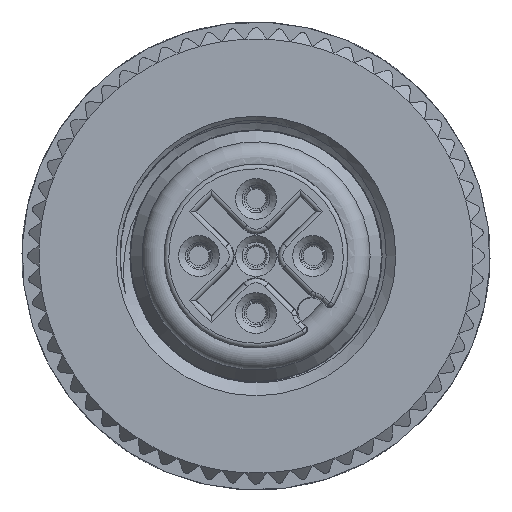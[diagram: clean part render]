
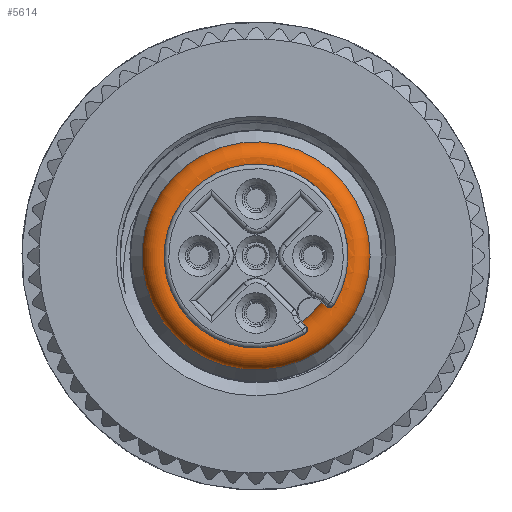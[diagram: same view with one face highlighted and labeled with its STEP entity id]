
A CAD part, front view. The second image highlights one B-rep face of the part: STEP entity #5614.
In plain terms, the highlighted toroidal (fillet/blend) face has major radius 4.25 mm and minor radius 0.75 mm.
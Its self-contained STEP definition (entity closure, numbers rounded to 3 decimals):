
#79=TOROIDAL_SURFACE('',#19165,4.25,0.75);
#709=B_SPLINE_CURVE_WITH_KNOTS('',3,(#31593,#31594,#31595,#31596,#31597,
#31598,#31599,#31600,#31601,#31602,#31603),.UNSPECIFIED.,.F.,.F.,(4,1,1,
1,1,1,1,1,4),(0.,0.125,0.25,0.375,0.5,0.625,0.75,0.875,1.),
 .UNSPECIFIED.);
#710=B_SPLINE_CURVE_WITH_KNOTS('',3,(#31607,#31608,#31609,#31610),
 .UNSPECIFIED.,.F.,.F.,(4,4),(0.,1.),.UNSPECIFIED.);
#711=B_SPLINE_CURVE_WITH_KNOTS('',3,(#31612,#31613,#31614,#31615,#31616,
#31617),.UNSPECIFIED.,.F.,.F.,(4,1,1,4),(0.,0.333,0.667,
1.),.UNSPECIFIED.);
#712=B_SPLINE_CURVE_WITH_KNOTS('',3,(#31621,#31622,#31623,#31624,#31625,
#31626),.UNSPECIFIED.,.F.,.F.,(4,1,1,4),(0.,0.333,0.667,
1.),.UNSPECIFIED.);
#713=B_SPLINE_CURVE_WITH_KNOTS('',3,(#31628,#31629,#31630,#31631),
 .UNSPECIFIED.,.F.,.F.,(4,4),(0.,1.),.UNSPECIFIED.);
#714=B_SPLINE_CURVE_WITH_KNOTS('',3,(#31633,#31634,#31635,#31636,#31637,
#31638,#31639,#31640,#31641,#31642,#31643),.UNSPECIFIED.,.F.,.F.,(4,1,1,
1,1,1,1,1,4),(0.,0.125,0.25,0.375,0.5,0.625,0.75,0.875,1.),
 .UNSPECIFIED.);
#5614=ADVANCED_FACE('',(#6272,#6273),#79,.T.);
#6272=FACE_BOUND('',#7052,.T.);
#6273=FACE_BOUND('',#7053,.T.);
#7052=EDGE_LOOP('',(#10833));
#7053=EDGE_LOOP('',(#10834,#10835,#10836,#10837,#10838,#10839,#10840,#10841));
#10833=ORIENTED_EDGE('',*,*,#16419,.F.);
#10834=ORIENTED_EDGE('',*,*,#16424,.F.);
#10835=ORIENTED_EDGE('',*,*,#16423,.T.);
#10836=ORIENTED_EDGE('',*,*,#16425,.T.);
#10837=ORIENTED_EDGE('',*,*,#16426,.T.);
#10838=ORIENTED_EDGE('',*,*,#16427,.T.);
#10839=ORIENTED_EDGE('',*,*,#16428,.T.);
#10840=ORIENTED_EDGE('',*,*,#16429,.T.);
#10841=ORIENTED_EDGE('',*,*,#16430,.F.);
#14044=VERTEX_POINT('',#31581);
#14045=VERTEX_POINT('',#31587);
#14048=VERTEX_POINT('',#31592);
#14049=VERTEX_POINT('',#31606);
#14050=VERTEX_POINT('',#31611);
#14051=VERTEX_POINT('',#31618);
#14052=VERTEX_POINT('',#31620);
#14053=VERTEX_POINT('',#31627);
#14054=VERTEX_POINT('',#31632);
#16419=EDGE_CURVE('',#14044,#14044,#17884,.T.);
#16423=EDGE_CURVE('',#14045,#14048,#709,.T.);
#16424=EDGE_CURVE('',#14045,#14049,#17886,.T.);
#16425=EDGE_CURVE('',#14048,#14050,#710,.T.);
#16426=EDGE_CURVE('',#14050,#14051,#711,.T.);
#16427=EDGE_CURVE('',#14051,#14052,#17887,.T.);
#16428=EDGE_CURVE('',#14052,#14053,#712,.T.);
#16429=EDGE_CURVE('',#14053,#14054,#713,.T.);
#16430=EDGE_CURVE('',#14049,#14054,#714,.T.);
#17884=CIRCLE('',#19159,4.025);
#17886=CIRCLE('',#19163,4.025);
#17887=CIRCLE('',#19164,3.543);
#19159=AXIS2_PLACEMENT_3D('',#31580,#22545,#22546);
#19163=AXIS2_PLACEMENT_3D('',#31605,#22554,#22555);
#19164=AXIS2_PLACEMENT_3D('',#31619,#22556,#22557);
#19165=AXIS2_PLACEMENT_3D('',#31644,#22558,#22559);
#22545=DIRECTION('',(0.,1.,0.));
#22546=DIRECTION('',(1.,0.,0.));
#22554=DIRECTION('',(0.,-1.,0.));
#22555=DIRECTION('',(0.843,0.,-0.537));
#22556=DIRECTION('',(0.,1.,0.));
#22557=DIRECTION('',(0.818,0.,-0.576));
#22558=DIRECTION('',(0.,1.,0.));
#22559=DIRECTION('',(-1.,0.,0.));
#31580=CARTESIAN_POINT('',(0.,-1.135,0.));
#31581=CARTESIAN_POINT('',(4.025,-1.135,0.));
#31587=CARTESIAN_POINT('',(3.395,-2.565,-2.162));
#31592=CARTESIAN_POINT('',(3.095,-2.451,-2.207));
#31593=CARTESIAN_POINT('',(3.395,-2.565,-2.162));
#31594=CARTESIAN_POINT('',(3.387,-2.565,-2.174));
#31595=CARTESIAN_POINT('',(3.369,-2.565,-2.196));
#31596=CARTESIAN_POINT('',(3.337,-2.56,-2.223));
#31597=CARTESIAN_POINT('',(3.299,-2.553,-2.243));
#31598=CARTESIAN_POINT('',(3.258,-2.543,-2.254));
#31599=CARTESIAN_POINT('',(3.215,-2.528,-2.256));
#31600=CARTESIAN_POINT('',(3.173,-2.508,-2.249));
#31601=CARTESIAN_POINT('',(3.132,-2.483,-2.234));
#31602=CARTESIAN_POINT('',(3.107,-2.462,-2.217));
#31603=CARTESIAN_POINT('',(3.095,-2.451,-2.207));
#31605=CARTESIAN_POINT('',(0.,-2.565,0.));
#31606=CARTESIAN_POINT('',(2.162,-2.565,-3.395));
#31607=CARTESIAN_POINT('',(3.095,-2.451,-2.207));
#31608=CARTESIAN_POINT('',(2.932,-2.29,-2.066));
#31609=CARTESIAN_POINT('',(2.865,-2.047,-2.01));
#31610=CARTESIAN_POINT('',(2.864,-1.85,-2.011));
#31611=CARTESIAN_POINT('',(2.864,-1.85,-2.011));
#31612=CARTESIAN_POINT('',(2.864,-1.85,-2.011));
#31613=CARTESIAN_POINT('',(2.864,-1.822,-2.011));
#31614=CARTESIAN_POINT('',(2.867,-1.765,-2.014));
#31615=CARTESIAN_POINT('',(2.877,-1.681,-2.023));
#31616=CARTESIAN_POINT('',(2.889,-1.627,-2.034));
#31617=CARTESIAN_POINT('',(2.896,-1.6,-2.04));
#31618=CARTESIAN_POINT('',(2.896,-1.6,-2.04));
#31619=CARTESIAN_POINT('',(0.,-1.6,0.));
#31620=CARTESIAN_POINT('',(2.04,-1.6,-2.896));
#31621=CARTESIAN_POINT('',(2.04,-1.6,-2.896));
#31622=CARTESIAN_POINT('',(2.034,-1.627,-2.889));
#31623=CARTESIAN_POINT('',(2.023,-1.681,-2.877));
#31624=CARTESIAN_POINT('',(2.014,-1.765,-2.867));
#31625=CARTESIAN_POINT('',(2.011,-1.822,-2.864));
#31626=CARTESIAN_POINT('',(2.011,-1.85,-2.864));
#31627=CARTESIAN_POINT('',(2.011,-1.85,-2.864));
#31628=CARTESIAN_POINT('',(2.011,-1.85,-2.864));
#31629=CARTESIAN_POINT('',(2.01,-2.047,-2.865));
#31630=CARTESIAN_POINT('',(2.066,-2.29,-2.932));
#31631=CARTESIAN_POINT('',(2.207,-2.451,-3.095));
#31632=CARTESIAN_POINT('',(2.207,-2.451,-3.095));
#31633=CARTESIAN_POINT('',(2.162,-2.565,-3.395));
#31634=CARTESIAN_POINT('',(2.174,-2.565,-3.387));
#31635=CARTESIAN_POINT('',(2.196,-2.565,-3.369));
#31636=CARTESIAN_POINT('',(2.223,-2.56,-3.337));
#31637=CARTESIAN_POINT('',(2.243,-2.553,-3.299));
#31638=CARTESIAN_POINT('',(2.254,-2.543,-3.258));
#31639=CARTESIAN_POINT('',(2.256,-2.528,-3.215));
#31640=CARTESIAN_POINT('',(2.249,-2.508,-3.173));
#31641=CARTESIAN_POINT('',(2.234,-2.483,-3.132));
#31642=CARTESIAN_POINT('',(2.217,-2.462,-3.107));
#31643=CARTESIAN_POINT('',(2.207,-2.451,-3.095));
#31644=CARTESIAN_POINT('',(0.,-1.85,0.));
